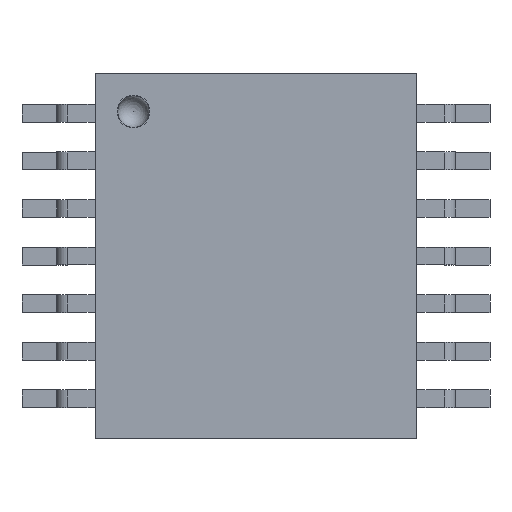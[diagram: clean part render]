
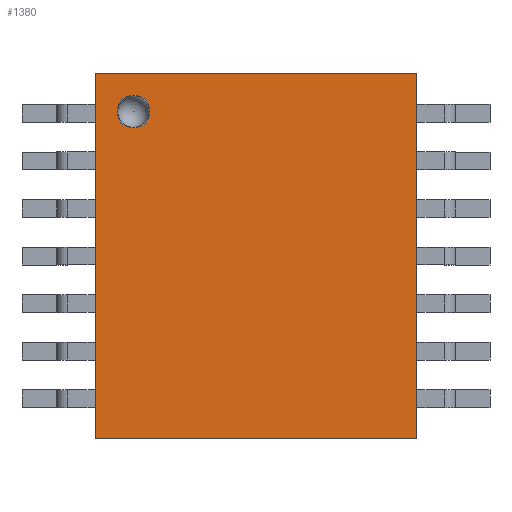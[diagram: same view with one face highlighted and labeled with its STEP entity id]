
A CAD part, top view. The second image highlights one B-rep face of the part: STEP entity #1380.
In plain terms, the highlighted planar face has unit normal (0, 0, 1).
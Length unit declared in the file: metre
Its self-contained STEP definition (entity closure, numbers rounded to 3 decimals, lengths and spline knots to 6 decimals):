
#858 = EDGE_CURVE( '', #2281, #2282, #2283, .T. );
#1142 = EDGE_CURVE( '', #2723, #2723, #2724, .T. );
#1212 = EDGE_CURVE( '', #2823, #2268, #2824, .T. );
#1380 = ADVANCED_FACE( '', ( #3046, #3047 ), #3048, .T. );
#1390 = EDGE_CURVE( '', #2282, #2268, #3061, .T. );
#1572 = EDGE_CURVE( '', #2281, #2823, #3284, .T. );
#2268 = VERTEX_POINT( '', #4142 );
#2281 = VERTEX_POINT( '', #4161 );
#2282 = VERTEX_POINT( '', #4162 );
#2283 = LINE( '', #4163, #4164 );
#2723 = VERTEX_POINT( '', #4781 );
#2724 = CIRCLE( '', #4782, 0.000225 );
#2823 = VERTEX_POINT( '', #4934 );
#2824 = LINE( '', #4935, #4936 );
#3046 = FACE_OUTER_BOUND( '', #5274, .T. );
#3047 = FACE_BOUND( '', #5275, .T. );
#3048 = PLANE( '', #5276 );
#3061 = LINE( '', #5294, #5295 );
#3284 = LINE( '', #5638, #5639 );
#4142 = CARTESIAN_POINT( '', ( 0.0022, 0.0025, 0.001 ) );
#4161 = CARTESIAN_POINT( '', ( -0.0022, -0.0025, 0.001 ) );
#4162 = CARTESIAN_POINT( '', ( 0.0022, -0.0025, 0.001 ) );
#4163 = CARTESIAN_POINT( '', ( -0.0022, -0.0025, 0.001 ) );
#4164 = VECTOR( '', #6558, 1. );
#4781 = CARTESIAN_POINT( '', ( -0.00145, 0.001975, 0.001 ) );
#4782 = AXIS2_PLACEMENT_3D( '', #7081, #7082, #7083 );
#4934 = CARTESIAN_POINT( '', ( -0.0022, 0.0025, 0.001 ) );
#4935 = CARTESIAN_POINT( '', ( -0.0022, 0.0025, 0.001 ) );
#4936 = VECTOR( '', #7171, 1. );
#5274 = EDGE_LOOP( '', ( #7440, #7441, #7442, #7443 ) );
#5275 = EDGE_LOOP( '', ( #7444 ) );
#5276 = AXIS2_PLACEMENT_3D( '', #7445, #7446, #7447 );
#5294 = CARTESIAN_POINT( '', ( 0.0022, -0.0025, 0.001 ) );
#5295 = VECTOR( '', #7472, 1. );
#5638 = CARTESIAN_POINT( '', ( -0.0022, -0.0025, 0.001 ) );
#5639 = VECTOR( '', #7773, 1. );
#6558 = DIRECTION( '', ( 1., 0., 0. ) );
#7081 = CARTESIAN_POINT( '', ( -0.001675, 0.001975, 0.001 ) );
#7082 = DIRECTION( '', ( 0., 0., 1. ) );
#7083 = DIRECTION( '', ( 1., 0., 0. ) );
#7171 = DIRECTION( '', ( 1., 0., 0. ) );
#7440 = ORIENTED_EDGE( '', *, *, #1572, .F. );
#7441 = ORIENTED_EDGE( '', *, *, #858, .T. );
#7442 = ORIENTED_EDGE( '', *, *, #1390, .T. );
#7443 = ORIENTED_EDGE( '', *, *, #1212, .F. );
#7444 = ORIENTED_EDGE( '', *, *, #1142, .F. );
#7445 = CARTESIAN_POINT( '', ( -0.0022, -0.0025, 0.001 ) );
#7446 = DIRECTION( '', ( 0., 0., 1. ) );
#7447 = DIRECTION( '', ( 1., 0., 0. ) );
#7472 = DIRECTION( '', ( 0., 1., 0. ) );
#7773 = DIRECTION( '', ( 0., 1., 0. ) );
